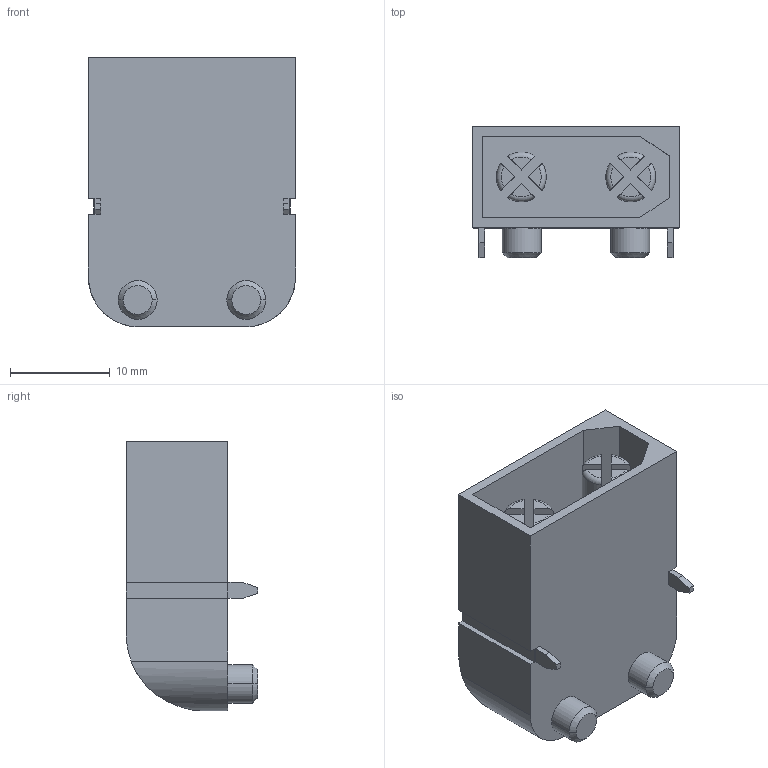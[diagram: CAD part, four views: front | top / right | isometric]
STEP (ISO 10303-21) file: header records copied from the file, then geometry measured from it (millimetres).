
FILE_DESCRIPTION((''),'2;1');
FILE_NAME('XT90PW','2022-03-15T18:21:21',('watag'),(''),'CREO PARAMETRIC BY PTC INC, 2020281','CREO PARAMETRIC BY PTC INC, 2020281','');
FILE_SCHEMA(('AUTOMOTIVE_DESIGN { 1 0 10303 214 1 1 1 1 }'));
Length unit declared in the file: millimetre
Products named in the file (1): XT90PW
Bounding box: 20.8 x 13.2 x 27.1 mm (x, y, z)
Volume: 3908.6 mm3; surface area: 3228.1 mm2
Topology: 1 solids, 1 shells, 90 faces, 221 edges, 146 vertices
Faces by surface type: plane 62, cylinder 16, torus 8, cone 4
Entity records: 3383 total; most frequent: CARTESIAN_POINT 565, ORIENTED_EDGE 442, DIRECTION 419, EDGE_CURVE 221, VECTOR 159, LINE 159, VERTEX_POINT 146, AXIS2_PLACEMENT_3D 130
